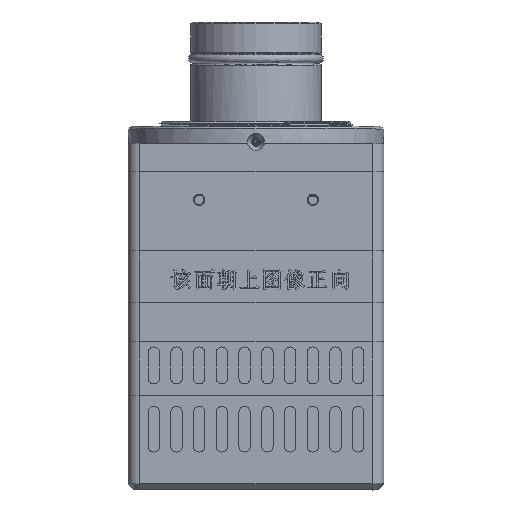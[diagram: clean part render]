
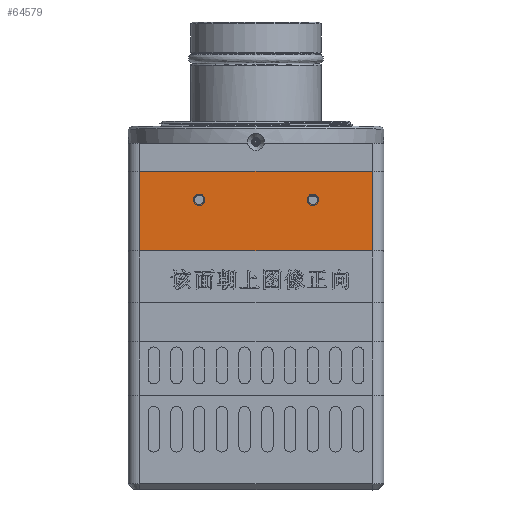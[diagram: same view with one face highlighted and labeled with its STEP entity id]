
A CAD part, top view. The second image highlights one B-rep face of the part: STEP entity #64579.
In plain terms, the highlighted planar face has unit normal (0, 0, 1).
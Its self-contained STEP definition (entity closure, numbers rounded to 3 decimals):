
#2257 = LINE ( 'NONE', #41263, #35616 ) ;
#3307 = CARTESIAN_POINT ( 'NONE',  ( -20.5, 13.9, 22.5 ) ) ;
#6784 = DIRECTION ( 'NONE',  ( 1., 0., 0. ) ) ;
#8043 = DIRECTION ( 'NONE',  ( 0., 0., -1. ) ) ;
#11352 = CARTESIAN_POINT ( 'NONE',  ( 21., 10.9, 22.5 ) ) ;
#15965 = VERTEX_POINT ( 'NONE', #88418 ) ;
#20009 = CARTESIAN_POINT ( 'NONE',  ( -9.2, 8.9, 22.5 ) ) ;
#21325 = VECTOR ( 'NONE', #31594, 1000. ) ;
#23062 = DIRECTION ( 'NONE',  ( -1., 0., 0. ) ) ;
#29121 = VERTEX_POINT ( 'NONE', #38250 ) ;
#31594 = DIRECTION ( 'NONE',  ( -1., 0., 0. ) ) ;
#32628 = ORIENTED_EDGE ( 'NONE', *, *, #110973, .F. ) ;
#34378 = ORIENTED_EDGE ( 'NONE', *, *, #53623, .T. ) ;
#34881 = DIRECTION ( 'NONE',  ( -1., 0., 0. ) ) ;
#35616 = VECTOR ( 'NONE', #23062, 1000. ) ;
#36546 = DIRECTION ( 'NONE',  ( 0., 1., 0. ) ) ;
#38250 = CARTESIAN_POINT ( 'NONE',  ( 9.2, 8.9, 22.5 ) ) ;
#41263 = CARTESIAN_POINT ( 'NONE',  ( 0., 13.9, 22.5 ) ) ;
#41435 = EDGE_LOOP ( 'NONE', ( #113351, #55238, #69262, #32628 ) ) ;
#41889 = FACE_OUTER_BOUND ( 'NONE', #41435, .T. ) ;
#49175 = LINE ( 'NONE', #108395, #21325 ) ;
#49919 = VECTOR ( 'NONE', #86119, 1000. ) ;
#50999 = DIRECTION ( 'NONE',  ( 0., 0., 1. ) ) ;
#51914 = AXIS2_PLACEMENT_3D ( 'NONE', #127112, #8043, #6784 ) ;
#53623 = EDGE_CURVE ( 'NONE', #59043, #59043, #87215, .T. ) ;
#54782 = VECTOR ( 'NONE', #36546, 1000. ) ;
#55238 = ORIENTED_EDGE ( 'NONE', *, *, #68364, .T. ) ;
#56050 = CARTESIAN_POINT ( 'NONE',  ( -20.5, -9.832, 22.5 ) ) ;
#56159 = LINE ( 'NONE', #65313, #49919 ) ;
#59043 = VERTEX_POINT ( 'NONE', #20009 ) ;
#59540 = EDGE_CURVE ( 'NONE', #29121, #29121, #125114, .T. ) ;
#64579 = ADVANCED_FACE ( 'NONE', ( #71193, #100459, #41889 ), #91338, .T. ) ;
#65313 = CARTESIAN_POINT ( 'NONE',  ( 20.5, 10.9, 22.5 ) ) ;
#68364 = EDGE_CURVE ( 'NONE', #15965, #123172, #56159, .T. ) ;
#69262 = ORIENTED_EDGE ( 'NONE', *, *, #83687, .T. ) ;
#71193 = FACE_BOUND ( 'NONE', #102007, .T. ) ;
#73247 = VERTEX_POINT ( 'NONE', #76565 ) ;
#76565 = CARTESIAN_POINT ( 'NONE',  ( -20.5, -0.1, 22.5 ) ) ;
#83064 = DIRECTION ( 'NONE',  ( 0., 0., -1. ) ) ;
#83687 = EDGE_CURVE ( 'NONE', #123172, #95717, #2257, .T. ) ;
#85293 = EDGE_CURVE ( 'NONE', #15965, #73247, #49175, .T. ) ;
#86119 = DIRECTION ( 'NONE',  ( 0., 1., 0. ) ) ;
#87215 = CIRCLE ( 'NONE', #51914, 0.8 ) ;
#88418 = CARTESIAN_POINT ( 'NONE',  ( 20.5, -0.1, 22.5 ) ) ;
#91338 = PLANE ( 'NONE',  #107877 ) ;
#94051 = ORIENTED_EDGE ( 'NONE', *, *, #59540, .T. ) ;
#95717 = VERTEX_POINT ( 'NONE', #3307 ) ;
#95758 = LINE ( 'NONE', #56050, #54782 ) ;
#100099 = AXIS2_PLACEMENT_3D ( 'NONE', #112360, #83064, #34881 ) ;
#100459 = FACE_BOUND ( 'NONE', #109294, .T. ) ;
#102007 = EDGE_LOOP ( 'NONE', ( #94051 ) ) ;
#107877 = AXIS2_PLACEMENT_3D ( 'NONE', #11352, #50999, #121289 ) ;
#108395 = CARTESIAN_POINT ( 'NONE',  ( 0., -0.1, 22.5 ) ) ;
#109294 = EDGE_LOOP ( 'NONE', ( #34378 ) ) ;
#110973 = EDGE_CURVE ( 'NONE', #73247, #95717, #95758, .T. ) ;
#111215 = CARTESIAN_POINT ( 'NONE',  ( 20.5, 13.9, 22.5 ) ) ;
#112360 = CARTESIAN_POINT ( 'NONE',  ( 10., 8.9, 22.5 ) ) ;
#113351 = ORIENTED_EDGE ( 'NONE', *, *, #85293, .F. ) ;
#121289 = DIRECTION ( 'NONE',  ( -1., 0., 0. ) ) ;
#123172 = VERTEX_POINT ( 'NONE', #111215 ) ;
#125114 = CIRCLE ( 'NONE', #100099, 0.8 ) ;
#127112 = CARTESIAN_POINT ( 'NONE',  ( -10., 8.9, 22.5 ) ) ;
